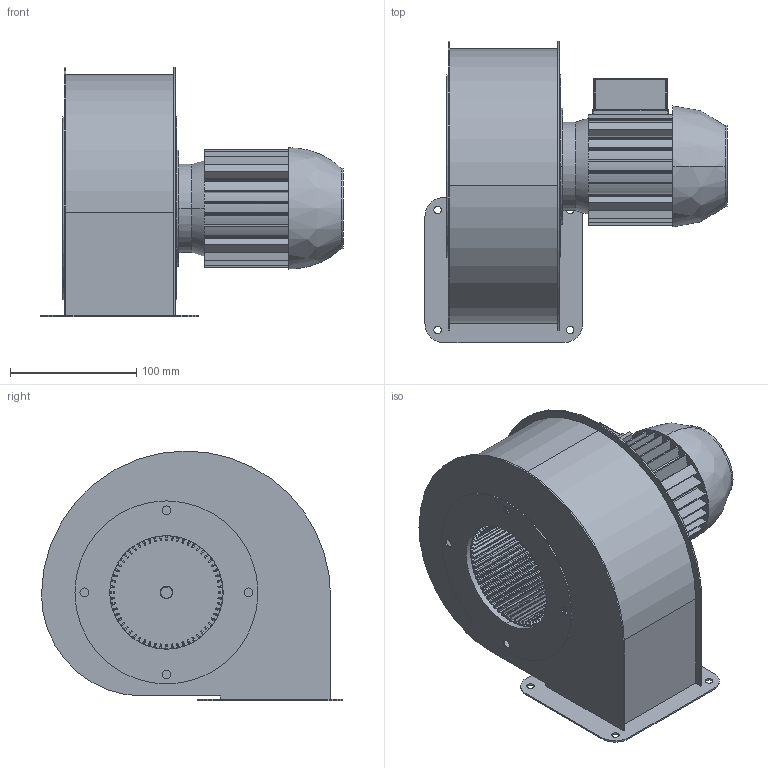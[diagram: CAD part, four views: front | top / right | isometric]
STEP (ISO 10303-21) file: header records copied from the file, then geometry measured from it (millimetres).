
FILE_DESCRIPTION (( 'STEP AP203' ), '1' );
FILE_NAME ('Assieme DIC 100.STEP', '2023-01-17T09:46:05', ( '' ), ( '' ), 'SwSTEP 2.0', 'SolidWorks 2022', '' );
FILE_SCHEMA (( 'CONFIG_CONTROL_DESIGN' ));
Length unit declared in the file: millimetre
Products named in the file (3): Motore MADIM.stp; Assieme DIC 100; DIC_100 AT
Assembly tree (2 placements, depth 2):
  Assieme DIC 100
    DIC_100 AT
    Motore MADIM.stp
Bounding box: 239.3 x 238.5 x 198 mm (x, y, z)
Volume: 1029696 mm3; surface area: 439312.3 mm2
Topology: 2 solids, 2 shells, 1838 faces, 4499 edges, 2528 vertices
Faces by surface type: plane 752, cylinder 586, torus 211, sphere 162, bspline 122, cone 5
Entity records: 58104 total; most frequent: CARTESIAN_POINT 15931, DIRECTION 9264, ORIENTED_EDGE 8466, EDGE_CURVE 4233, AXIS2_PLACEMENT_3D 3574, VERTEX_POINT 2528, VECTOR 2116, LINE 2116
